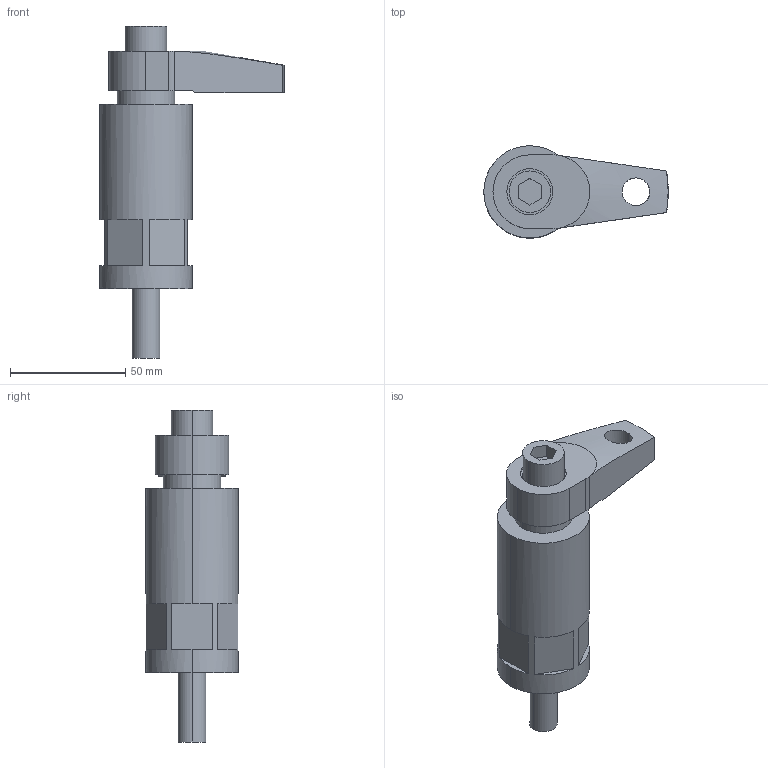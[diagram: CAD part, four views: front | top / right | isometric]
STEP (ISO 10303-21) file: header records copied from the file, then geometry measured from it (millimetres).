
FILE_DESCRIPTION (( 'STEP AP203' ), '1' );
FILE_NAME ('bj130-12160a1.STEP', '2021-10-25T01:08:59', ( '' ), ( '' ), 'SwSTEP 2.0', 'SolidWorks 2020', '' );
FILE_SCHEMA (( 'CONFIG_CONTROL_DESIGN' ));
Length unit declared in the file: millimetre
Products named in the file (4): bj130-12160a1_03; bj130-12160a1_01; bj130-12160a1_02; bj130-12160a1
Assembly tree (3 placements, depth 2):
  bj130-12160a1
    bj130-12160a1_01
    bj130-12160a1_02
    bj130-12160a1_03
Bounding box: 80 x 40 x 144 mm (x, y, z)
Volume: 130687.8 mm3; surface area: 35221.3 mm2
Topology: 3 solids, 3 shells, 70 faces, 157 edges, 104 vertices
Faces by surface type: plane 42, cylinder 26, cone 2
Entity records: 2501 total; most frequent: CARTESIAN_POINT 460, DIRECTION 368, ORIENTED_EDGE 314, EDGE_CURVE 157, AXIS2_PLACEMENT_3D 143, VERTEX_POINT 104, EDGE_LOOP 85, VECTOR 82
